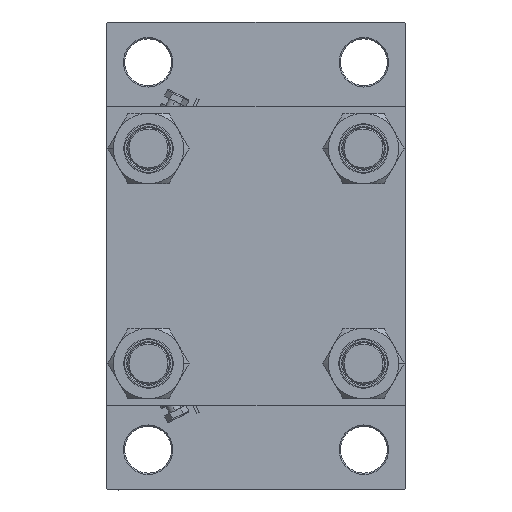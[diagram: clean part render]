
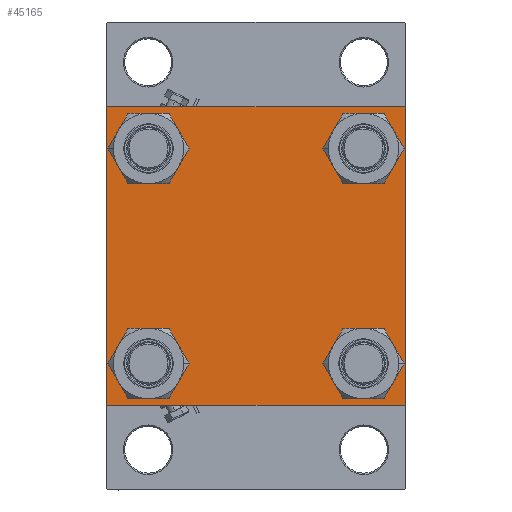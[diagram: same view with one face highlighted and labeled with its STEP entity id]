
A CAD part, left-side view. The second image highlights one B-rep face of the part: STEP entity #45165.
In plain terms, the highlighted planar face has unit normal (-1, 0, 0).
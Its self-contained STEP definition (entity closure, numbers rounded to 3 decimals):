
#490 = DIRECTION ( 'NONE',  ( 0., 0., 1. ) ) ;
#762 = CARTESIAN_POINT ( 'NONE',  ( 0., 57.5, -57.5 ) ) ;
#1517 = CARTESIAN_POINT ( 'NONE',  ( 0., 41.35, -41.35 ) ) ;
#1682 = LINE ( 'NONE', #16842, #47726 ) ;
#2063 = DIRECTION ( 'NONE',  ( 0., 0., 1. ) ) ;
#2454 = LINE ( 'NONE', #13945, #36978 ) ;
#2523 = VERTEX_POINT ( 'NONE', #8816 ) ;
#2802 = EDGE_LOOP ( 'NONE', ( #17625, #28028 ) ) ;
#3857 = EDGE_CURVE ( 'NONE', #28475, #16651, #29093, .T. ) ;
#4396 = AXIS2_PLACEMENT_3D ( 'NONE', #40267, #17295, #21215 ) ;
#4632 = VECTOR ( 'NONE', #19785, 1000. ) ;
#5114 = ORIENTED_EDGE ( 'NONE', *, *, #10489, .T. ) ;
#5294 = FACE_BOUND ( 'NONE', #33237, .T. ) ;
#5534 = DIRECTION ( 'NONE',  ( 1., 0., 0. ) ) ;
#5734 = VERTEX_POINT ( 'NONE', #29032 ) ;
#6688 = DIRECTION ( 'NONE',  ( 0., 0., -1. ) ) ;
#6708 = CIRCLE ( 'NONE', #34177, 8.5 ) ;
#6957 = CARTESIAN_POINT ( 'NONE',  ( 0., 57.5, 57. ) ) ;
#6972 = EDGE_LOOP ( 'NONE', ( #33013, #31729, #23008, #19952, #22567, #46042, #25699, #10268 ) ) ;
#7484 = CARTESIAN_POINT ( 'NONE',  ( 0., -41.35, -49.85 ) ) ;
#7674 = DIRECTION ( 'NONE',  ( 1., 0., 0. ) ) ;
#7723 = CIRCLE ( 'NONE', #22709, 8.5 ) ;
#8728 = AXIS2_PLACEMENT_3D ( 'NONE', #27578, #36684, #32777 ) ;
#8816 = CARTESIAN_POINT ( 'NONE',  ( 0., -41.35, 32.85 ) ) ;
#9034 = DIRECTION ( 'NONE',  ( 0., 0., 1. ) ) ;
#9085 = VERTEX_POINT ( 'NONE', #43880 ) ;
#10098 = VERTEX_POINT ( 'NONE', #47807 ) ;
#10131 = LINE ( 'NONE', #41959, #25459 ) ;
#10268 = ORIENTED_EDGE ( 'NONE', *, *, #3857, .T. ) ;
#10338 = CARTESIAN_POINT ( 'NONE',  ( 0., 41.35, -32.85 ) ) ;
#10489 = EDGE_CURVE ( 'NONE', #2523, #41643, #6708, .T. ) ;
#11778 = CARTESIAN_POINT ( 'NONE',  ( 0., -57.5, 57. ) ) ;
#13489 = LINE ( 'NONE', #48717, #17039 ) ;
#13509 = AXIS2_PLACEMENT_3D ( 'NONE', #21903, #46162, #2063 ) ;
#13945 = CARTESIAN_POINT ( 'NONE',  ( 0., -57.5, 57.5 ) ) ;
#15251 = CARTESIAN_POINT ( 'NONE',  ( 0., -41.35, -41.35 ) ) ;
#15278 = CARTESIAN_POINT ( 'NONE',  ( 0., 57.5, 57.5 ) ) ;
#16188 = LINE ( 'NONE', #762, #23373 ) ;
#16651 = VERTEX_POINT ( 'NONE', #6957 ) ;
#16842 = CARTESIAN_POINT ( 'NONE',  ( 0., 57.5, 57.5 ) ) ;
#17039 = VECTOR ( 'NONE', #21324, 1000. ) ;
#17040 = FACE_BOUND ( 'NONE', #2802, .T. ) ;
#17109 = VERTEX_POINT ( 'NONE', #22411 ) ;
#17130 = DIRECTION ( 'NONE',  ( 1., 0., 0. ) ) ;
#17295 = DIRECTION ( 'NONE',  ( -1., 0., 0. ) ) ;
#17625 = ORIENTED_EDGE ( 'NONE', *, *, #28402, .T. ) ;
#17872 = DIRECTION ( 'NONE',  ( 0., 0., -1. ) ) ;
#18087 = ORIENTED_EDGE ( 'NONE', *, *, #27559, .T. ) ;
#18113 = EDGE_LOOP ( 'NONE', ( #37950, #18087 ) ) ;
#18410 = CARTESIAN_POINT ( 'NONE',  ( 0., 57.5, -57. ) ) ;
#18595 = CARTESIAN_POINT ( 'NONE',  ( 0., -57.5, -57. ) ) ;
#18620 = EDGE_CURVE ( 'NONE', #40912, #45261, #2454, .T. ) ;
#19592 = DIRECTION ( 'NONE',  ( 0., -1., 0. ) ) ;
#19785 = DIRECTION ( 'NONE',  ( 0., -0.707, 0.707 ) ) ;
#19952 = ORIENTED_EDGE ( 'NONE', *, *, #51117, .T. ) ;
#20462 = CARTESIAN_POINT ( 'NONE',  ( 0., 57., 57.5 ) ) ;
#20747 = VERTEX_POINT ( 'NONE', #39083 ) ;
#21215 = DIRECTION ( 'NONE',  ( 0., 0., 1. ) ) ;
#21280 = DIRECTION ( 'NONE',  ( 0., 0.707, -0.707 ) ) ;
#21324 = DIRECTION ( 'NONE',  ( 0., 0.707, 0.707 ) ) ;
#21692 = VECTOR ( 'NONE', #21280, 1000. ) ;
#21903 = CARTESIAN_POINT ( 'NONE',  ( 0., 41.35, -41.35 ) ) ;
#22137 = DIRECTION ( 'NONE',  ( 0., -0.707, -0.707 ) ) ;
#22411 = CARTESIAN_POINT ( 'NONE',  ( 0., 41.35, 32.85 ) ) ;
#22567 = ORIENTED_EDGE ( 'NONE', *, *, #18620, .F. ) ;
#22709 = AXIS2_PLACEMENT_3D ( 'NONE', #47375, #35621, #51546 ) ;
#22944 = CIRCLE ( 'NONE', #37935, 8.5 ) ;
#23008 = ORIENTED_EDGE ( 'NONE', *, *, #36219, .T. ) ;
#23373 = VECTOR ( 'NONE', #19592, 1000. ) ;
#24470 = LINE ( 'NONE', #28382, #4632 ) ;
#24680 = DIRECTION ( 'NONE',  ( 0., -1., 0. ) ) ;
#25016 = EDGE_CURVE ( 'NONE', #9085, #17109, #22944, .T. ) ;
#25459 = VECTOR ( 'NONE', #22137, 1000. ) ;
#25540 = AXIS2_PLACEMENT_3D ( 'NONE', #41023, #5534, #29013 ) ;
#25699 = ORIENTED_EDGE ( 'NONE', *, *, #44877, .F. ) ;
#26437 = CIRCLE ( 'NONE', #27290, 8.5 ) ;
#27290 = AXIS2_PLACEMENT_3D ( 'NONE', #1517, #29449, #40165 ) ;
#27559 = EDGE_CURVE ( 'NONE', #17109, #9085, #39674, .T. ) ;
#27578 = CARTESIAN_POINT ( 'NONE',  ( 0., -41.35, -41.35 ) ) ;
#27638 = EDGE_LOOP ( 'NONE', ( #35069, #5114 ) ) ;
#28028 = ORIENTED_EDGE ( 'NONE', *, *, #49040, .T. ) ;
#28033 = AXIS2_PLACEMENT_3D ( 'NONE', #15251, #7674, #48112 ) ;
#28382 = CARTESIAN_POINT ( 'NONE',  ( 0., -57.25, -57.25 ) ) ;
#28402 = EDGE_CURVE ( 'NONE', #34813, #48858, #48878, .T. ) ;
#28475 = VERTEX_POINT ( 'NONE', #20462 ) ;
#28965 = ORIENTED_EDGE ( 'NONE', *, *, #39231, .T. ) ;
#29013 = DIRECTION ( 'NONE',  ( 0., 0., 1. ) ) ;
#29032 = CARTESIAN_POINT ( 'NONE',  ( 0., -57., -57.5 ) ) ;
#29093 = LINE ( 'NONE', #36413, #21692 ) ;
#29449 = DIRECTION ( 'NONE',  ( 1., 0., 0. ) ) ;
#29826 = EDGE_CURVE ( 'NONE', #33256, #45915, #26437, .T. ) ;
#31231 = CIRCLE ( 'NONE', #8728, 8.5 ) ;
#31729 = ORIENTED_EDGE ( 'NONE', *, *, #49823, .T. ) ;
#32435 = FACE_OUTER_BOUND ( 'NONE', #6972, .T. ) ;
#32451 = CARTESIAN_POINT ( 'NONE',  ( 0., -41.35, 49.85 ) ) ;
#32777 = DIRECTION ( 'NONE',  ( 0., 0., 1. ) ) ;
#32959 = PLANE ( 'NONE',  #4396 ) ;
#33013 = ORIENTED_EDGE ( 'NONE', *, *, #38335, .T. ) ;
#33237 = EDGE_LOOP ( 'NONE', ( #36874, #28965 ) ) ;
#33256 = VERTEX_POINT ( 'NONE', #10338 ) ;
#33461 = FACE_BOUND ( 'NONE', #27638, .T. ) ;
#34177 = AXIS2_PLACEMENT_3D ( 'NONE', #49279, #40947, #490 ) ;
#34813 = VERTEX_POINT ( 'NONE', #38495 ) ;
#35069 = ORIENTED_EDGE ( 'NONE', *, *, #43744, .T. ) ;
#35621 = DIRECTION ( 'NONE',  ( 1., 0., 0. ) ) ;
#36219 = EDGE_CURVE ( 'NONE', #10098, #5734, #16188, .T. ) ;
#36413 = CARTESIAN_POINT ( 'NONE',  ( 0., 57.25, 57.25 ) ) ;
#36684 = DIRECTION ( 'NONE',  ( 1., 0., 0. ) ) ;
#36695 = CARTESIAN_POINT ( 'NONE',  ( 0., 41.35, 41.35 ) ) ;
#36874 = ORIENTED_EDGE ( 'NONE', *, *, #29826, .T. ) ;
#36978 = VECTOR ( 'NONE', #17872, 1000. ) ;
#37935 = AXIS2_PLACEMENT_3D ( 'NONE', #36695, #17130, #9034 ) ;
#37950 = ORIENTED_EDGE ( 'NONE', *, *, #25016, .T. ) ;
#38335 = EDGE_CURVE ( 'NONE', #16651, #40539, #50252, .T. ) ;
#38495 = CARTESIAN_POINT ( 'NONE',  ( 0., -41.35, -32.85 ) ) ;
#38497 = CIRCLE ( 'NONE', #13509, 8.5 ) ;
#39083 = CARTESIAN_POINT ( 'NONE',  ( 0., -57., 57.5 ) ) ;
#39231 = EDGE_CURVE ( 'NONE', #45915, #33256, #38497, .T. ) ;
#39674 = CIRCLE ( 'NONE', #25540, 8.5 ) ;
#40165 = DIRECTION ( 'NONE',  ( 0., 0., 1. ) ) ;
#40267 = CARTESIAN_POINT ( 'NONE',  ( 0., 0., 0. ) ) ;
#40539 = VERTEX_POINT ( 'NONE', #18410 ) ;
#40783 = FACE_BOUND ( 'NONE', #18113, .T. ) ;
#40912 = VERTEX_POINT ( 'NONE', #11778 ) ;
#40947 = DIRECTION ( 'NONE',  ( 1., 0., 0. ) ) ;
#41023 = CARTESIAN_POINT ( 'NONE',  ( 0., 41.35, 41.35 ) ) ;
#41643 = VERTEX_POINT ( 'NONE', #32451 ) ;
#41959 = CARTESIAN_POINT ( 'NONE',  ( 0., 57.25, -57.25 ) ) ;
#42870 = CARTESIAN_POINT ( 'NONE',  ( 0., 41.35, -49.85 ) ) ;
#43744 = EDGE_CURVE ( 'NONE', #41643, #2523, #7723, .T. ) ;
#43880 = CARTESIAN_POINT ( 'NONE',  ( 0., 41.35, 49.85 ) ) ;
#44877 = EDGE_CURVE ( 'NONE', #28475, #20747, #1682, .T. ) ;
#45165 = ADVANCED_FACE ( 'NONE', ( #33461, #17040, #5294, #40783, #32435 ), #32959, .T. ) ;
#45261 = VERTEX_POINT ( 'NONE', #18595 ) ;
#45915 = VERTEX_POINT ( 'NONE', #42870 ) ;
#46042 = ORIENTED_EDGE ( 'NONE', *, *, #47450, .T. ) ;
#46162 = DIRECTION ( 'NONE',  ( 1., 0., 0. ) ) ;
#47375 = CARTESIAN_POINT ( 'NONE',  ( 0., -41.35, 41.35 ) ) ;
#47450 = EDGE_CURVE ( 'NONE', #40912, #20747, #13489, .T. ) ;
#47726 = VECTOR ( 'NONE', #24680, 1000. ) ;
#47807 = CARTESIAN_POINT ( 'NONE',  ( 0., 57., -57.5 ) ) ;
#48112 = DIRECTION ( 'NONE',  ( 0., 0., 1. ) ) ;
#48717 = CARTESIAN_POINT ( 'NONE',  ( 0., -57.25, 57.25 ) ) ;
#48858 = VERTEX_POINT ( 'NONE', #7484 ) ;
#48878 = CIRCLE ( 'NONE', #28033, 8.5 ) ;
#49040 = EDGE_CURVE ( 'NONE', #48858, #34813, #31231, .T. ) ;
#49279 = CARTESIAN_POINT ( 'NONE',  ( 0., -41.35, 41.35 ) ) ;
#49823 = EDGE_CURVE ( 'NONE', #40539, #10098, #10131, .T. ) ;
#50152 = VECTOR ( 'NONE', #6688, 1000. ) ;
#50252 = LINE ( 'NONE', #15278, #50152 ) ;
#51117 = EDGE_CURVE ( 'NONE', #5734, #45261, #24470, .T. ) ;
#51546 = DIRECTION ( 'NONE',  ( 0., 0., 1. ) ) ;
